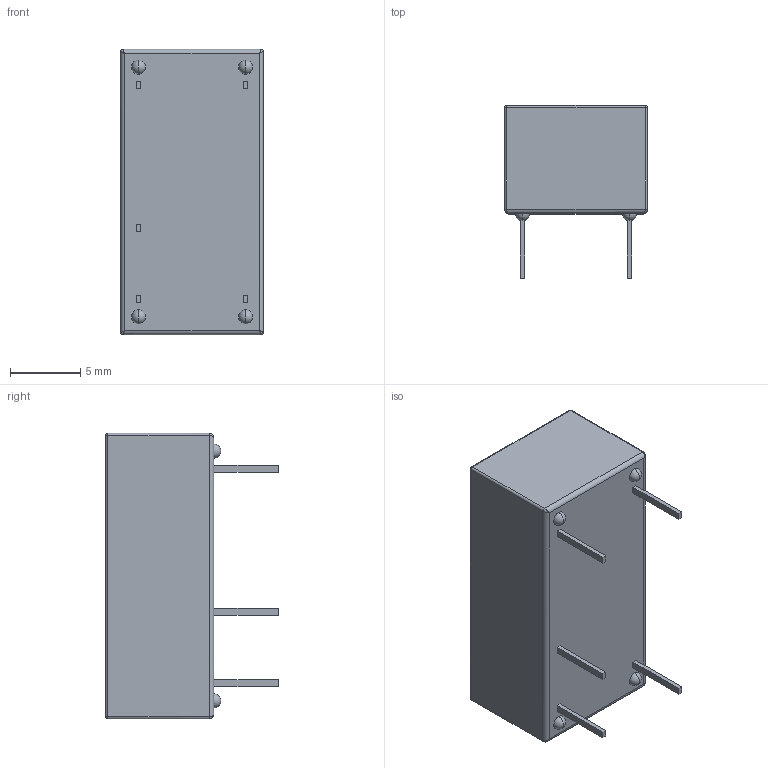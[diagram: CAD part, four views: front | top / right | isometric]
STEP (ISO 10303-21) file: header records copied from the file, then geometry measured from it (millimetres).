
FILE_DESCRIPTION (( 'STEP AP214' ), '1' );
FILE_NAME ('PEME2-D Series (single).STEP', '2023-11-17T01:35:54', ( '' ), ( '' ), 'SwSTEP 2.0', 'SolidWorks 2022', '' );
FILE_SCHEMA (( 'AUTOMOTIVE_DESIGN' ));
Length unit declared in the file: millimetre
Products named in the file (1): PEME2-D Series (single)
Bounding box: 10.16 x 12.3 x 20.32 mm (x, y, z)
Volume: 1592.4 mm3; surface area: 908.8 mm2
Topology: 2 solids, 2 shells, 63 faces, 142 edges, 80 vertices
Faces by surface type: plane 33, cylinder 14, sphere 12, bspline 4
Entity records: 2573 total; most frequent: CARTESIAN_POINT 561, DIRECTION 255, ORIENTED_EDGE 252, EDGE_CURVE 126, AXIS2_PLACEMENT_3D 88, LINE 79, VECTOR 79, VERTEX_POINT 76
